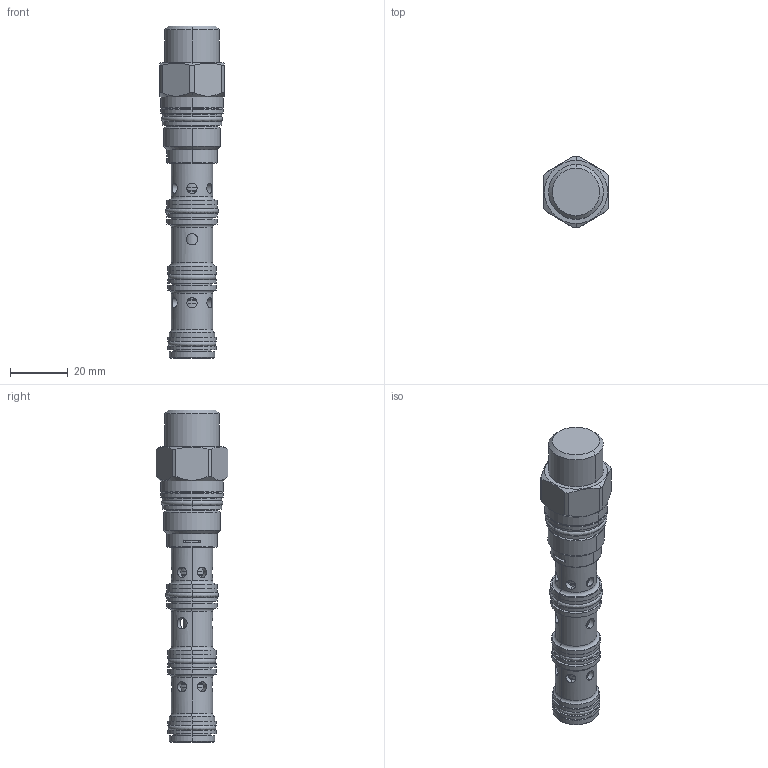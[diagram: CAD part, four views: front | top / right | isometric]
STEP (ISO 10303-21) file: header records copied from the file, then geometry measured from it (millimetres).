
FILE_DESCRIPTION((''),'2;1');
FILE_NAME('DSCH-XHN_PRT','2010-06-10T',('Administrator'),(''),'PRO/ENGINEER BY PARAMETRIC TECHNOLOGY CORPORATION, 2006240','PRO/ENGINEER BY PARAMETRIC TECHNOLOGY CORPORATION, 2006240','');
FILE_SCHEMA(('CONFIG_CONTROL_DESIGN'));
Length unit declared in the file: inch
Products named in the file (1): DSCH-XHN_PRT
Bounding box: 22.23 x 24.84 x 115.02 mm (x, y, z)
Volume: 24170.8 mm3; surface area: 15803.5 mm2
Topology: 5 solids, 5 shells, 418 faces, 916 edges, 556 vertices
Faces by surface type: cylinder 198, torus 85, plane 71, cone 50, revolution 14
Entity records: 14051 total; most frequent: CARTESIAN_POINT 4565, DIRECTION 2142, ORIENTED_EDGE 1820, AXIS2_PLACEMENT_3D 936, EDGE_CURVE 910, VERTEX_POINT 556, CIRCLE 532, EDGE_LOOP 518
